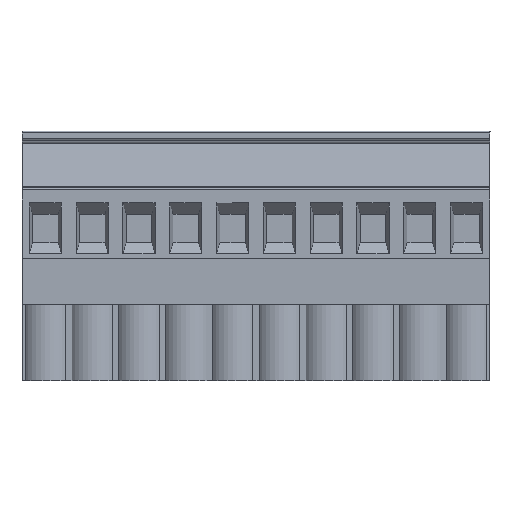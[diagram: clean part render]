
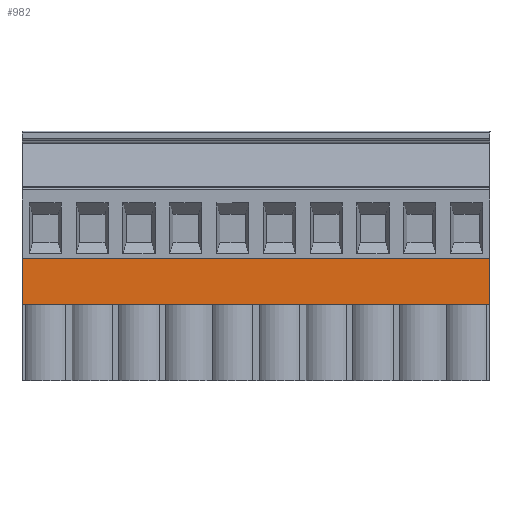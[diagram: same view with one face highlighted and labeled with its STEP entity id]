
A CAD part, top view. The second image highlights one B-rep face of the part: STEP entity #982.
In plain terms, the highlighted planar face has unit normal (0, 0, 1).
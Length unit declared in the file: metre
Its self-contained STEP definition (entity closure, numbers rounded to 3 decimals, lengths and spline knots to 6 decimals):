
#982=ADVANCED_FACE('',(#2036),#2037,.F.);
#2036=FACE_OUTER_BOUND('',#3098,.T.);
#2037=PLANE('',#3099);
#3098=EDGE_LOOP('',(#5919,#5920,#5921,#5922));
#3099=AXIS2_PLACEMENT_3D('',#5923,#5924,#5925);
#5919=ORIENTED_EDGE('',*,*,#6655,.T.);
#5920=ORIENTED_EDGE('',*,*,#6777,.T.);
#5921=ORIENTED_EDGE('',*,*,#7018,.F.);
#5922=ORIENTED_EDGE('',*,*,#6449,.F.);
#5923=CARTESIAN_POINT('',(-0.00508,0.004997,0.));
#5924=DIRECTION('',(0.,0.,-1.0));
#5925=DIRECTION('',(0.0,-1.0,0.));
#6449=EDGE_CURVE('',#7840,#7842,#7843,.T.);
#6655=EDGE_CURVE('',#7840,#8175,#8177,.T.);
#6777=EDGE_CURVE('',#8175,#8344,#8345,.T.);
#7018=EDGE_CURVE('',#7842,#8344,#8650,.T.);
#7840=VERTEX_POINT('',#9737);
#7842=VERTEX_POINT('',#9740);
#7843=LINE('',#9741,#9742);
#8175=VERTEX_POINT('',#10196);
#8177=LINE('',#10199,#10200);
#8344=VERTEX_POINT('',#10441);
#8345=LINE('',#10442,#10443);
#8650=LINE('',#10886,#10887);
#9737=CARTESIAN_POINT('',(0.0,0.,0.));
#9740=CARTESIAN_POINT('',(0.0,0.005,0.));
#9741=CARTESIAN_POINT('',(0.0,0.004997,0.));
#9742=VECTOR('',#11513,1.0);
#10196=CARTESIAN_POINT('',(0.0508,0.0,0.0));
#10199=CARTESIAN_POINT('',(-0.00508,0.,0.));
#10200=VECTOR('',#11782,1.0);
#10441=CARTESIAN_POINT('',(0.0508,0.005,0.0));
#10442=CARTESIAN_POINT('',(0.0508,0.004997,0.0));
#10443=VECTOR('',#11889,1.0);
#10886=CARTESIAN_POINT('',(-0.00508,0.005,0.));
#10887=VECTOR('',#12112,1.0);
#11513=DIRECTION('',(0.,1.0,0.));
#11782=DIRECTION('',(1.0,0.,0.));
#11889=DIRECTION('',(0.,1.0,0.));
#12112=DIRECTION('',(1.0,0.,0.));
